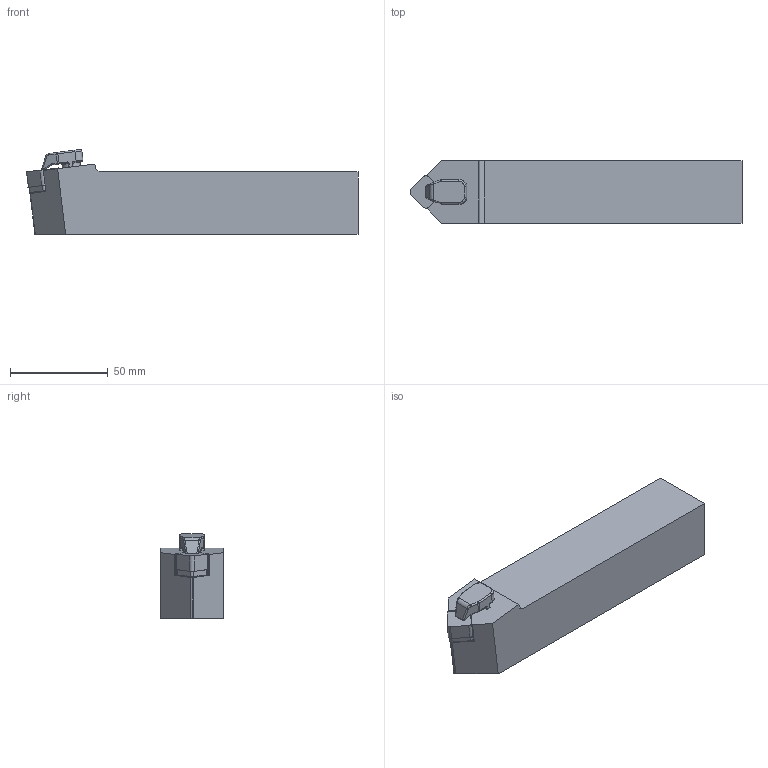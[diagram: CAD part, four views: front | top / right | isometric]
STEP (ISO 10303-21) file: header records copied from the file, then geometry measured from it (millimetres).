
FILE_DESCRIPTION (( 'STEP AP214' ), '1' );
FILE_NAME ('CSDNN-3232-P1207C-LIGHT.STP', '2023-10-30T14:27:12', ( '' ), ( '' ), 'SwSTEP 2.0', 'SolidWorks 2018', '' );
FILE_SCHEMA (( 'AUTOMOTIVE_DESIGN' ));
Length unit declared in the file: millimetre
Products named in the file (1): CSDNN-3232-P1207C-LIGHT
Bounding box: 170 x 32 x 43.47 mm (x, y, z)
Volume: 167397.2 mm3; surface area: 24288.8 mm2
Topology: 2 solids, 2 shells, 158 faces, 392 edges, 235 vertices
Faces by surface type: cylinder 57, plane 56, torus 23, cone 12, bspline 10
Entity records: 7210 total; most frequent: CARTESIAN_POINT 1738, DIRECTION 789, ORIENTED_EDGE 776, EDGE_CURVE 388, AXIS2_PLACEMENT_3D 295, VERTEX_POINT 235, VECTOR 199, LINE 199
